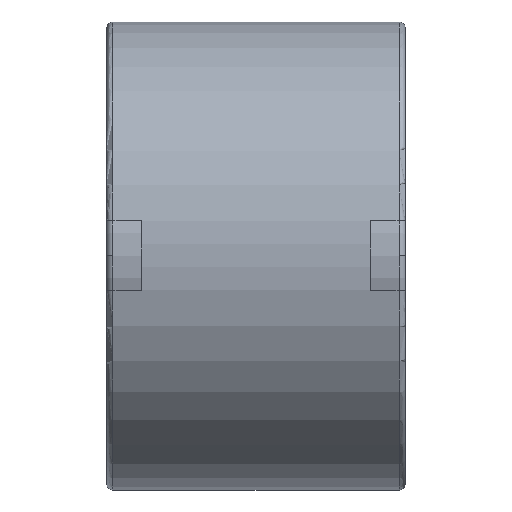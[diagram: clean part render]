
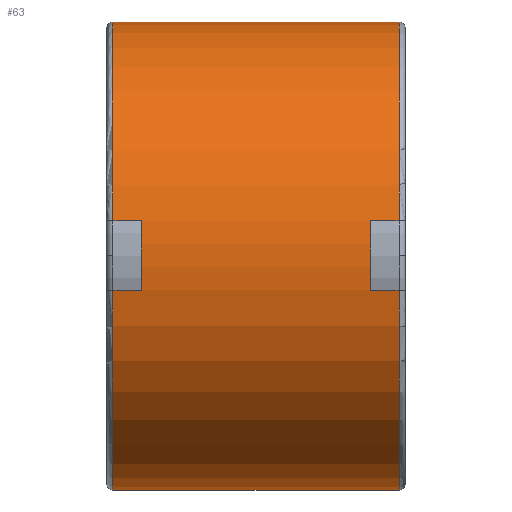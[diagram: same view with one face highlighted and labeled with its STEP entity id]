
A CAD part, top view. The second image highlights one B-rep face of the part: STEP entity #63.
In plain terms, the highlighted cylindrical face has radius 23.5 mm (diameter 47 mm), a partial arc.
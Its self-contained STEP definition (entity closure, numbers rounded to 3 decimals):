
#63=ADVANCED_FACE('',(#156),#157,.T.);
#156=FACE_OUTER_BOUND('',#318,.T.);
#157=CYLINDRICAL_SURFACE('',#319,23.5);
#318=EDGE_LOOP('',(#579,#580,#581,#582,#583,#584,#585,#586,#587,#588,#589,#590));
#319=AXIS2_PLACEMENT_3D('',#591,#592,#593);
#579=ORIENTED_EDGE('',*,*,#1127,.F.);
#580=ORIENTED_EDGE('',*,*,#1128,.F.);
#581=ORIENTED_EDGE('',*,*,#1129,.T.);
#582=ORIENTED_EDGE('',*,*,#1130,.T.);
#583=ORIENTED_EDGE('',*,*,#1131,.T.);
#584=ORIENTED_EDGE('',*,*,#1132,.F.);
#585=ORIENTED_EDGE('',*,*,#1133,.F.);
#586=ORIENTED_EDGE('',*,*,#1134,.F.);
#587=ORIENTED_EDGE('',*,*,#1135,.T.);
#588=ORIENTED_EDGE('',*,*,#1136,.T.);
#589=ORIENTED_EDGE('',*,*,#1137,.T.);
#590=ORIENTED_EDGE('',*,*,#1138,.F.);
#591=CARTESIAN_POINT('',(7.183,0.0,0.0));
#592=DIRECTION('',(1.0,0.0,0.0));
#593=DIRECTION('',(0.0,1.0,0.0));
#1127=EDGE_CURVE('',#1390,#1391,#1392,.T.);
#1128=EDGE_CURVE('',#1393,#1390,#1394,.T.);
#1129=EDGE_CURVE('',#1393,#1395,#1396,.T.);
#1130=EDGE_CURVE('',#1395,#1397,#1398,.T.);
#1131=EDGE_CURVE('',#1397,#1399,#1400,.T.);
#1132=EDGE_CURVE('',#1401,#1399,#1402,.T.);
#1133=EDGE_CURVE('',#1403,#1401,#1404,.T.);
#1134=EDGE_CURVE('',#1405,#1403,#1406,.T.);
#1135=EDGE_CURVE('',#1405,#1407,#1408,.T.);
#1136=EDGE_CURVE('',#1407,#1409,#1410,.T.);
#1137=EDGE_CURVE('',#1409,#1411,#1412,.T.);
#1138=EDGE_CURVE('',#1391,#1411,#1413,.T.);
#1390=VERTEX_POINT('',#1755);
#1391=VERTEX_POINT('',#1756);
#1392=LINE('',#1757,#1758);
#1393=VERTEX_POINT('',#1759);
#1394=CIRCLE('',#1760,23.5);
#1395=VERTEX_POINT('',#1761);
#1396=LINE('',#1762,#1763);
#1397=VERTEX_POINT('',#1764);
#1398=CIRCLE('',#1765,23.5);
#1399=VERTEX_POINT('',#1766);
#1400=LINE('',#1767,#1768);
#1401=VERTEX_POINT('',#1769);
#1402=CIRCLE('',#1770,23.5);
#1403=VERTEX_POINT('',#1771);
#1404=LINE('',#1772,#1773);
#1405=VERTEX_POINT('',#1774);
#1406=CIRCLE('',#1775,23.5);
#1407=VERTEX_POINT('',#1776);
#1408=LINE('',#1777,#1778);
#1409=VERTEX_POINT('',#1779);
#1410=CIRCLE('',#1780,23.5);
#1411=VERTEX_POINT('',#1781);
#1412=LINE('',#1782,#1783);
#1413=CIRCLE('',#1784,23.5);
#1755=CARTESIAN_POINT('',(-14.366,23.5,0.));
#1756=CARTESIAN_POINT('',(14.366,23.5,0.));
#1757=CARTESIAN_POINT('',(7.183,23.5,0.));
#1758=VECTOR('',#2643,1.0);
#1759=CARTESIAN_POINT('',(-14.366,3.5,23.238));
#1760=AXIS2_PLACEMENT_3D('',#2644,#2645,#2646);
#1761=CARTESIAN_POINT('',(-11.5,3.5,23.238));
#1762=CARTESIAN_POINT('',(-12.933,3.5,23.238));
#1763=VECTOR('',#2647,1.0);
#1764=CARTESIAN_POINT('',(-11.5,-3.5,23.238));
#1765=AXIS2_PLACEMENT_3D('',#2648,#2649,#2650);
#1766=CARTESIAN_POINT('',(-14.366,-3.5,23.238));
#1767=CARTESIAN_POINT('',(-12.933,-3.5,23.238));
#1768=VECTOR('',#2651,1.0);
#1769=CARTESIAN_POINT('',(-14.366,-23.5,0.));
#1770=AXIS2_PLACEMENT_3D('',#2652,#2653,#2654);
#1771=CARTESIAN_POINT('',(14.366,-23.5,0.));
#1772=CARTESIAN_POINT('',(7.183,-23.5,0.));
#1773=VECTOR('',#2655,1.0);
#1774=CARTESIAN_POINT('',(14.366,-3.5,23.238));
#1775=AXIS2_PLACEMENT_3D('',#2656,#2657,#2658);
#1776=CARTESIAN_POINT('',(11.5,-3.5,23.238));
#1777=CARTESIAN_POINT('',(12.933,-3.5,23.238));
#1778=VECTOR('',#2659,1.0);
#1779=CARTESIAN_POINT('',(11.5,3.5,23.238));
#1780=AXIS2_PLACEMENT_3D('',#2660,#2661,#2662);
#1781=CARTESIAN_POINT('',(14.366,3.5,23.238));
#1782=CARTESIAN_POINT('',(12.933,3.5,23.238));
#1783=VECTOR('',#2663,1.0);
#1784=AXIS2_PLACEMENT_3D('',#2664,#2665,#2666);
#2643=DIRECTION('',(1.0,0.0,0.0));
#2644=CARTESIAN_POINT('',(-14.366,0.0,0.));
#2645=DIRECTION('',(-1.0,0.0,0.));
#2646=DIRECTION('',(0.0,1.0,0.0));
#2647=DIRECTION('',(1.0,0.0,0.0));
#2648=CARTESIAN_POINT('',(-11.5,0.0,0.0));
#2649=DIRECTION('',(1.0,0.0,-0.0));
#2650=DIRECTION('',(0.0,1.0,0.0));
#2651=DIRECTION('',(-1.0,-0.0,-0.0));
#2652=CARTESIAN_POINT('',(-14.366,0.0,0.));
#2653=DIRECTION('',(-1.0,0.0,0.));
#2654=DIRECTION('',(0.0,1.0,0.0));
#2655=DIRECTION('',(-1.0,-0.0,-0.0));
#2656=CARTESIAN_POINT('',(14.366,0.0,0.0));
#2657=DIRECTION('',(1.0,0.0,0.0));
#2658=DIRECTION('',(0.0,1.0,0.0));
#2659=DIRECTION('',(-1.0,-0.0,-0.0));
#2660=CARTESIAN_POINT('',(11.5,0.0,0.0));
#2661=DIRECTION('',(-1.0,0.0,0.));
#2662=DIRECTION('',(0.0,1.0,0.0));
#2663=DIRECTION('',(1.0,0.0,0.0));
#2664=CARTESIAN_POINT('',(14.366,0.0,0.0));
#2665=DIRECTION('',(1.0,0.0,0.0));
#2666=DIRECTION('',(0.0,1.0,0.0));
